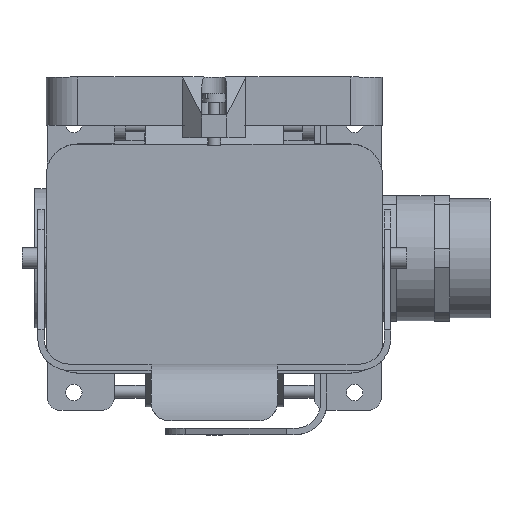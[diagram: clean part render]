
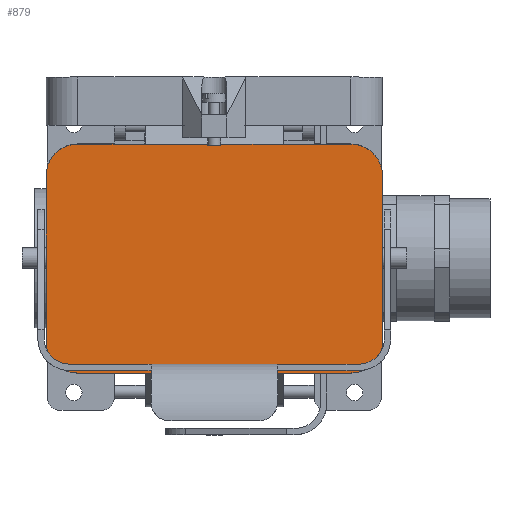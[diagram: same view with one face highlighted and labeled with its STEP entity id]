
A CAD part, top view. The second image highlights one B-rep face of the part: STEP entity #879.
In plain terms, the highlighted planar face has unit normal (0, 0, 1).
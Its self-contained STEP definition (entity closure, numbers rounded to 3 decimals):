
#879 = ADVANCED_FACE( '', ( #1826 ), #1827, .T. );
#1826 = FACE_OUTER_BOUND( '', #2807, .T. );
#1827 = PLANE( '', #2808 );
#2807 = EDGE_LOOP( '', ( #5327, #5328, #5329, #5330, #5331, #5332, #5333, #5334, #5335, #5336, #5337, #5338, #5339, #5340 ) );
#2808 = AXIS2_PLACEMENT_3D( '', #5341, #5342, #5343 );
#5327 = ORIENTED_EDGE( '', *, *, #6112, .F. );
#5328 = ORIENTED_EDGE( '', *, *, #6574, .T. );
#5329 = ORIENTED_EDGE( '', *, *, #6285, .T. );
#5330 = ORIENTED_EDGE( '', *, *, #6533, .F. );
#5331 = ORIENTED_EDGE( '', *, *, #6108, .F. );
#5332 = ORIENTED_EDGE( '', *, *, #6572, .F. );
#5333 = ORIENTED_EDGE( '', *, *, #6343, .T. );
#5334 = ORIENTED_EDGE( '', *, *, #6438, .T. );
#5335 = ORIENTED_EDGE( '', *, *, #6513, .F. );
#5336 = ORIENTED_EDGE( '', *, *, #5818, .T. );
#5337 = ORIENTED_EDGE( '', *, *, #6049, .T. );
#5338 = ORIENTED_EDGE( '', *, *, #6591, .T. );
#5339 = ORIENTED_EDGE( '', *, *, #5866, .F. );
#5340 = ORIENTED_EDGE( '', *, *, #6288, .F. );
#5341 = CARTESIAN_POINT( '', ( -54., 32.75, 19. ) );
#5342 = DIRECTION( '', ( 0., 0., 1. ) );
#5343 = DIRECTION( '', ( 1., 0., 0. ) );
#5818 = EDGE_CURVE( '', #7021, #7026, #7028, .T. );
#5866 = EDGE_CURVE( '', #7106, #7108, #7109, .T. );
#6049 = EDGE_CURVE( '', #7026, #7402, #7404, .T. );
#6108 = EDGE_CURVE( '', #7497, #7499, #7500, .T. );
#6112 = EDGE_CURVE( '', #7484, #7505, #7506, .T. );
#6285 = EDGE_CURVE( '', #7757, #7755, #7758, .T. );
#6288 = EDGE_CURVE( '', #7505, #7106, #7761, .T. );
#6343 = EDGE_CURVE( '', #7539, #7843, #7845, .T. );
#6438 = EDGE_CURVE( '', #7843, #7966, #7967, .F. );
#6513 = EDGE_CURVE( '', #7021, #7966, #8055, .T. );
#6533 = EDGE_CURVE( '', #7499, #7755, #8077, .T. );
#6572 = EDGE_CURVE( '', #7539, #7497, #8123, .T. );
#6574 = EDGE_CURVE( '', #7484, #7757, #8125, .T. );
#6591 = EDGE_CURVE( '', #7402, #7108, #8144, .T. );
#7021 = VERTEX_POINT( '', #8784 );
#7026 = VERTEX_POINT( '', #8791 );
#7028 = LINE( '', #8794, #8795 );
#7106 = VERTEX_POINT( '', #8895 );
#7108 = VERTEX_POINT( '', #8898 );
#7109 = CIRCLE( '', #8899, 12.5 );
#7402 = VERTEX_POINT( '', #9323 );
#7404 = CIRCLE( '', #9326, 12.5 );
#7484 = VERTEX_POINT( '', #9427 );
#7497 = VERTEX_POINT( '', #9443 );
#7499 = VERTEX_POINT( '', #9446 );
#7500 = CIRCLE( '', #9447, 12.5 );
#7505 = VERTEX_POINT( '', #9454 );
#7506 = LINE( '', #9455, #9456 );
#7539 = VERTEX_POINT( '', #9515 );
#7755 = VERTEX_POINT( '', #9861 );
#7757 = VERTEX_POINT( '', #9864 );
#7758 = CIRCLE( '', #9865, 12.5 );
#7761 = LINE( '', #9869, #9870 );
#7843 = VERTEX_POINT( '', #9997 );
#7845 = LINE( '', #9999, #10000 );
#7966 = VERTEX_POINT( '', #10166 );
#7967 = CIRCLE( '', #10167, 5. );
#8055 = LINE( '', #10301, #10302 );
#8077 = LINE( '', #10330, #10331 );
#8123 = LINE( '', #10391, #10392 );
#8125 = LINE( '', #10394, #10395 );
#8144 = LINE( '', #10418, #10419 );
#8784 = CARTESIAN_POINT( '', ( -12.5, 45.25, 19. ) );
#8791 = CARTESIAN_POINT( '', ( -54., 45.25, 19. ) );
#8794 = CARTESIAN_POINT( '', ( 0., 45.25, 19. ) );
#8795 = VECTOR( '', #10766, 1000. );
#8895 = CARTESIAN_POINT( '', ( -54., -45.25, 19. ) );
#8898 = CARTESIAN_POINT( '', ( -66.5, -32.75, 19. ) );
#8899 = AXIS2_PLACEMENT_3D( '', #10838, #10839, #10840 );
#9323 = CARTESIAN_POINT( '', ( -66.5, 32.75, 19. ) );
#9326 = AXIS2_PLACEMENT_3D( '', #11055, #11056, #11057 );
#9427 = CARTESIAN_POINT( '', ( 27.25, -45.25, 19. ) );
#9443 = CARTESIAN_POINT( '', ( 54., 45.25, 19. ) );
#9446 = CARTESIAN_POINT( '', ( 66.5, 32.75, 19. ) );
#9447 = AXIS2_PLACEMENT_3D( '', #11137, #11138, #11139 );
#9454 = CARTESIAN_POINT( '', ( -27.25, -45.25, 19. ) );
#9455 = CARTESIAN_POINT( '', ( 0., -45.25, 19. ) );
#9456 = VECTOR( '', #11142, 1000. );
#9515 = CARTESIAN_POINT( '', ( 12.5, 45.25, 19. ) );
#9861 = CARTESIAN_POINT( '', ( 66.5, -32.75, 19. ) );
#9864 = CARTESIAN_POINT( '', ( 54., -45.25, 19. ) );
#9865 = AXIS2_PLACEMENT_3D( '', #11344, #11345, #11346 );
#9869 = CARTESIAN_POINT( '', ( 0., -45.25, 19. ) );
#9870 = VECTOR( '', #11348, 1000. );
#9997 = CARTESIAN_POINT( '', ( 4.33, 45.25, 19. ) );
#9999 = CARTESIAN_POINT( '', ( 132.126, 45.25, 19. ) );
#10000 = VECTOR( '', #11425, 1000. );
#10166 = CARTESIAN_POINT( '', ( -4.33, 45.25, 19. ) );
#10167 = AXIS2_PLACEMENT_3D( '', #11522, #11523, #11524 );
#10301 = CARTESIAN_POINT( '', ( -132.126, 45.25, 19. ) );
#10302 = VECTOR( '', #11590, 1000. );
#10330 = CARTESIAN_POINT( '', ( 66.5, 32.75, 19. ) );
#10331 = VECTOR( '', #11606, 1000. );
#10391 = CARTESIAN_POINT( '', ( 0., 45.25, 19. ) );
#10392 = VECTOR( '', #11633, 1000. );
#10394 = CARTESIAN_POINT( '', ( 0., -45.25, 19. ) );
#10395 = VECTOR( '', #11634, 1000. );
#10418 = CARTESIAN_POINT( '', ( -66.5, 32.75, 19. ) );
#10419 = VECTOR( '', #11645, 1000. );
#10766 = DIRECTION( '', ( -1., 0., 0. ) );
#10838 = CARTESIAN_POINT( '', ( -54., -32.75, 19. ) );
#10839 = DIRECTION( '', ( 0., 0., -1. ) );
#10840 = DIRECTION( '', ( 1., 0., 0. ) );
#11055 = CARTESIAN_POINT( '', ( -54., 32.75, 19. ) );
#11056 = DIRECTION( '', ( 0., 0., 1. ) );
#11057 = DIRECTION( '', ( 1., 0., 0. ) );
#11137 = CARTESIAN_POINT( '', ( 54., 32.75, 19. ) );
#11138 = DIRECTION( '', ( 0., 0., -1. ) );
#11139 = DIRECTION( '', ( -1., 0., 0. ) );
#11142 = DIRECTION( '', ( -1., 0., 0. ) );
#11344 = CARTESIAN_POINT( '', ( 54., -32.75, 19. ) );
#11345 = DIRECTION( '', ( 0., 0., 1. ) );
#11346 = DIRECTION( '', ( -1., 0., 0. ) );
#11348 = DIRECTION( '', ( -1., 0., 0. ) );
#11425 = DIRECTION( '', ( -1., 0., 0. ) );
#11522 = CARTESIAN_POINT( '', ( 0., 47.75, 19. ) );
#11523 = DIRECTION( '', ( 0., 0., 1. ) );
#11524 = DIRECTION( '', ( 1., 0., 0. ) );
#11590 = DIRECTION( '', ( 1., 0., 0. ) );
#11606 = DIRECTION( '', ( 0., -1., 0. ) );
#11633 = DIRECTION( '', ( 1., 0., 0. ) );
#11634 = DIRECTION( '', ( 1., 0., 0. ) );
#11645 = DIRECTION( '', ( 0., -1., 0. ) );
